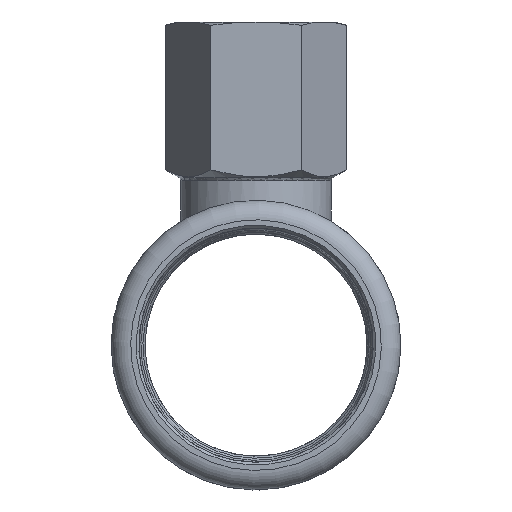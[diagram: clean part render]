
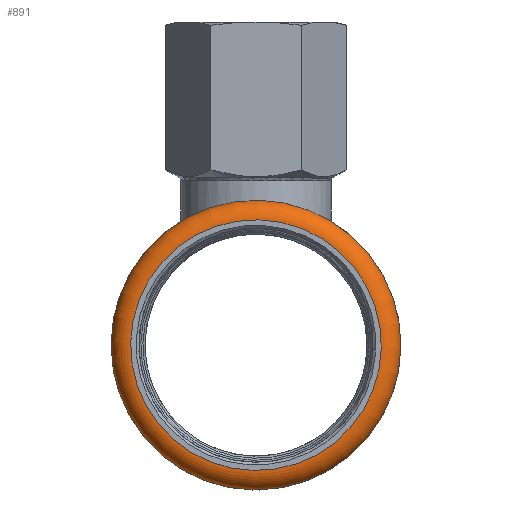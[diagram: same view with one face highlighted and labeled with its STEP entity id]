
A CAD part, left-side view. The second image highlights one B-rep face of the part: STEP entity #891.
In plain terms, the highlighted toroidal (fillet/blend) face has major radius 19.2 mm and minor radius 3 mm.
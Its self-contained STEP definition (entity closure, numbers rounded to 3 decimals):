
#41=TOROIDAL_SURFACE('',#1006,19.2,3.);
#113=FACE_OUTER_BOUND('',#173,.T.);
#173=EDGE_LOOP('',(#661,#662,#663,#664));
#292=CIRCLE('',#998,19.2);
#298=CIRCLE('',#1007,3.);
#299=CIRCLE('',#1008,21.657);
#374=VERTEX_POINT('',#1855);
#380=VERTEX_POINT('',#1871);
#472=EDGE_CURVE('',#374,#374,#292,.T.);
#479=EDGE_CURVE('',#374,#380,#298,.T.);
#480=EDGE_CURVE('',#380,#380,#299,.T.);
#661=ORIENTED_EDGE('',*,*,#472,.F.);
#662=ORIENTED_EDGE('',*,*,#479,.T.);
#663=ORIENTED_EDGE('',*,*,#480,.T.);
#664=ORIENTED_EDGE('',*,*,#479,.F.);
#891=ADVANCED_FACE('',(#113),#41,.T.);
#998=AXIS2_PLACEMENT_3D('',#1856,#1189,#1190);
#1006=AXIS2_PLACEMENT_3D('',#1870,#1206,#1207);
#1007=AXIS2_PLACEMENT_3D('',#1872,#1208,#1209);
#1008=AXIS2_PLACEMENT_3D('',#1873,#1210,#1211);
#1189=DIRECTION('center_axis',(-1.,0.,0.));
#1190=DIRECTION('ref_axis',(0.,0.,-1.));
#1206=DIRECTION('center_axis',(-1.,0.,0.));
#1207=DIRECTION('ref_axis',(0.,0.479,0.878));
#1208=DIRECTION('center_axis',(0.,-0.878,
0.479));
#1209=DIRECTION('ref_axis',(0.,-0.479,-0.878));
#1210=DIRECTION('center_axis',(-1.,0.,0.));
#1211=DIRECTION('ref_axis',(0.,0.,-1.));
#1855=CARTESIAN_POINT('',(-49.5,-9.205,-16.85));
#1856=CARTESIAN_POINT('Origin',(-49.5,0.,0.));
#1870=CARTESIAN_POINT('Origin',(-46.5,0.,0.));
#1871=CARTESIAN_POINT('',(-44.779,-10.383,-19.006));
#1872=CARTESIAN_POINT('Origin',(-46.5,-9.205,-16.85));
#1873=CARTESIAN_POINT('Origin',(-44.779,0.,0.));
